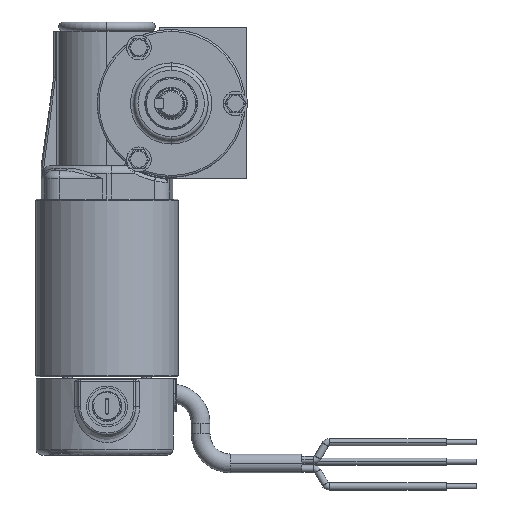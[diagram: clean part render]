
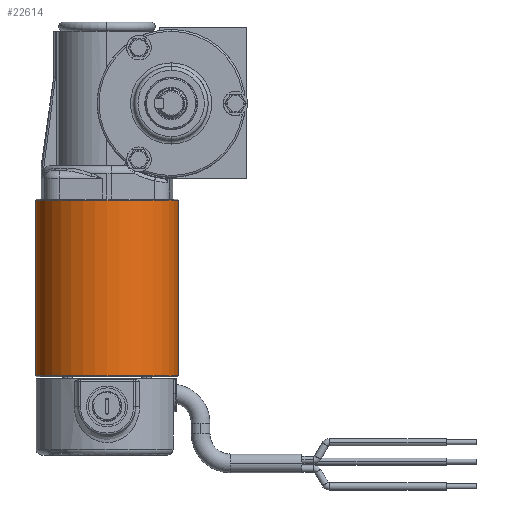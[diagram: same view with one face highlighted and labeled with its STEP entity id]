
A CAD part, left-side view. The second image highlights one B-rep face of the part: STEP entity #22614.
In plain terms, the highlighted cylindrical face has radius 30.671 mm (diameter 61.341 mm), a partial arc.
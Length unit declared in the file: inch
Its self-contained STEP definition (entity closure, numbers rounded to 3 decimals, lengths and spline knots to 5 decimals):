
#101 = VERTEX_POINT ( 'NONE', #45168 ) ;
#132 = VERTEX_POINT ( 'NONE', #45154 ) ;
#1841 = FACE_OUTER_BOUND ( 'NONE', #37417, .T. ) ;
#1845 = CYLINDRICAL_SURFACE ( 'NONE', #8917, 1.2075 ) ;
#8181 = DIRECTION ( 'NONE',  ( 0., 1., 0. ) ) ;
#8188 = DIRECTION ( 'NONE',  ( 0., 0., -1. ) ) ;
#8189 = CARTESIAN_POINT ( 'NONE',  ( 0., 0., -3. ) ) ;
#8917 = AXIS2_PLACEMENT_3D ( 'NONE', #8189, #8188, #8181 ) ;
#9460 = AXIS2_PLACEMENT_3D ( 'NONE', #15999, #16000, #16001 ) ;
#10594 = LINE ( 'NONE', #13886, #10595 ) ;
#10595 = VECTOR ( 'NONE', #13893, 39.37008 ) ;
#13886 = CARTESIAN_POINT ( 'NONE',  ( 0., -1.2075, -3. ) ) ;
#13893 = DIRECTION ( 'NONE',  ( 0., 0., -1. ) ) ;
#14779 = CIRCLE ( 'NONE', #9460, 1.2075 ) ;
#15999 = CARTESIAN_POINT ( 'NONE',  ( 0., 0., -2.985 ) ) ;
#16000 = DIRECTION ( 'NONE',  ( 0., 0., -1. ) ) ;
#16001 = DIRECTION ( 'NONE',  ( 0., 1., 0. ) ) ;
#17358 = AXIS2_PLACEMENT_3D ( 'NONE', #26801, #26802, #26803 ) ;
#22584 = LINE ( 'NONE', #26783, #22587 ) ;
#22587 = VECTOR ( 'NONE', #26779, 39.37008 ) ;
#22598 = CIRCLE ( 'NONE', #17358, 1.2075 ) ;
#22614 = ADVANCED_FACE ( 'NONE', ( #1841 ), #1845, .T. ) ;
#25953 = EDGE_CURVE ( 'NONE', #132, #101, #10594, .T. ) ;
#26157 = EDGE_CURVE ( 'NONE', #101, #55112, #14779, .T. ) ;
#26779 = DIRECTION ( 'NONE',  ( 0., 0., -1. ) ) ;
#26783 = CARTESIAN_POINT ( 'NONE',  ( 0., 1.2075, -3. ) ) ;
#26801 = CARTESIAN_POINT ( 'NONE',  ( 0., 0., -0.015 ) ) ;
#26802 = DIRECTION ( 'NONE',  ( 0., 0., -1. ) ) ;
#26803 = DIRECTION ( 'NONE',  ( 0., 1., 0. ) ) ;
#33926 = ORIENTED_EDGE ( 'NONE', *, *, #25953, .F. ) ;
#33927 = ORIENTED_EDGE ( 'NONE', *, *, #44238, .T. ) ;
#33928 = ORIENTED_EDGE ( 'NONE', *, *, #44226, .T. ) ;
#33929 = ORIENTED_EDGE ( 'NONE', *, *, #26157, .F. ) ;
#37417 = EDGE_LOOP ( 'NONE', ( #33926, #33927, #33928, #33929 ) ) ;
#44226 = EDGE_CURVE ( 'NONE', #55154, #55112, #22584, .T. ) ;
#44238 = EDGE_CURVE ( 'NONE', #132, #55154, #22598, .T. ) ;
#44944 = CARTESIAN_POINT ( 'NONE',  ( 0., 1.2075, -2.985 ) ) ;
#44986 = CARTESIAN_POINT ( 'NONE',  ( 0., 1.2075, -0.015 ) ) ;
#45154 = CARTESIAN_POINT ( 'NONE',  ( 0., -1.2075, -0.015 ) ) ;
#45168 = CARTESIAN_POINT ( 'NONE',  ( 0., -1.2075, -2.985 ) ) ;
#55112 = VERTEX_POINT ( 'NONE', #44944 ) ;
#55154 = VERTEX_POINT ( 'NONE', #44986 ) ;
